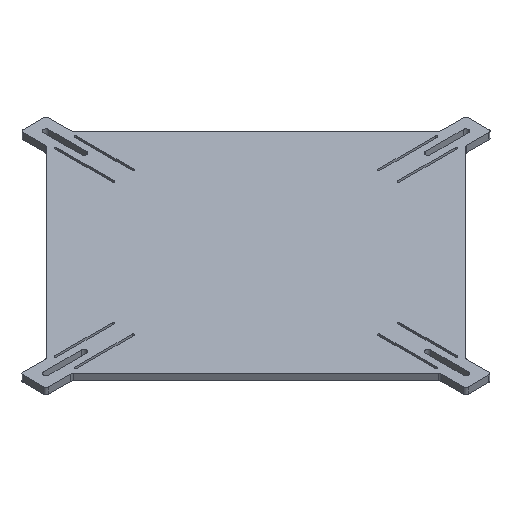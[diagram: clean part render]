
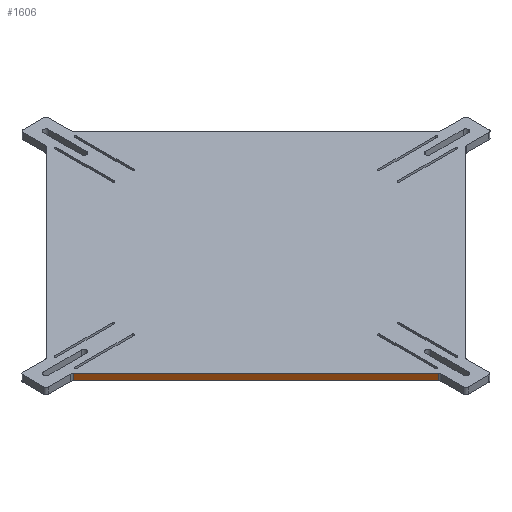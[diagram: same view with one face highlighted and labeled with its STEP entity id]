
A CAD part, isometric view. The second image highlights one B-rep face of the part: STEP entity #1606.
In plain terms, the highlighted planar face has unit normal (-0.707, -0.707, 0).
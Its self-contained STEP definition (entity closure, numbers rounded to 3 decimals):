
#47=PLANE('',#1760);
#98=FACE_OUTER_BOUND('',#192,.T.);
#192=EDGE_LOOP('',(#1213,#1214,#1215,#1216));
#270=LINE('',#2351,#430);
#296=LINE('',#2427,#456);
#335=LINE('',#2576,#495);
#337=LINE('',#2579,#497);
#430=VECTOR('',#1865,10.);
#456=VECTOR('',#1933,10.);
#495=VECTOR('',#2056,10.);
#497=VECTOR('',#2060,10.);
#669=VERTEX_POINT('',#2344);
#672=VERTEX_POINT('',#2349);
#701=VERTEX_POINT('',#2425);
#769=VERTEX_POINT('',#2574);
#832=EDGE_CURVE('',#672,#669,#270,.T.);
#869=EDGE_CURVE('',#701,#672,#296,.T.);
#944=EDGE_CURVE('',#769,#701,#335,.T.);
#946=EDGE_CURVE('',#669,#769,#337,.T.);
#1213=ORIENTED_EDGE('',*,*,#832,.F.);
#1214=ORIENTED_EDGE('',*,*,#869,.F.);
#1215=ORIENTED_EDGE('',*,*,#944,.F.);
#1216=ORIENTED_EDGE('',*,*,#946,.F.);
#1606=ADVANCED_FACE('',(#98),#47,.T.);
#1760=AXIS2_PLACEMENT_3D('',#2578,#2058,#2059);
#1865=DIRECTION('',(0.,0.,1.));
#1933=DIRECTION('',(-0.707,0.707,0.));
#2056=DIRECTION('',(0.,0.,-1.));
#2058=DIRECTION('center_axis',(-0.707,-0.707,0.));
#2059=DIRECTION('ref_axis',(-0.707,0.707,0.));
#2060=DIRECTION('',(0.707,-0.707,0.));
#2344=CARTESIAN_POINT('',(-306.328,-21.172,0.));
#2349=CARTESIAN_POINT('',(-306.328,-21.172,-10.));
#2351=CARTESIAN_POINT('',(-306.328,-21.172,0.));
#2425=CARTESIAN_POINT('',(-21.172,-306.328,-10.));
#2427=CARTESIAN_POINT('',(-307.5,-20.,-10.));
#2574=CARTESIAN_POINT('',(-21.172,-306.328,0.));
#2576=CARTESIAN_POINT('',(-21.172,-306.328,0.));
#2578=CARTESIAN_POINT('Origin',(-20.,-307.5,0.));
#2579=CARTESIAN_POINT('',(-307.5,-20.,0.));
